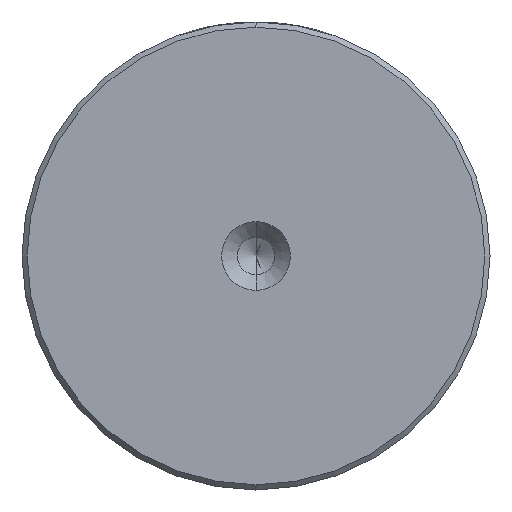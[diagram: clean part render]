
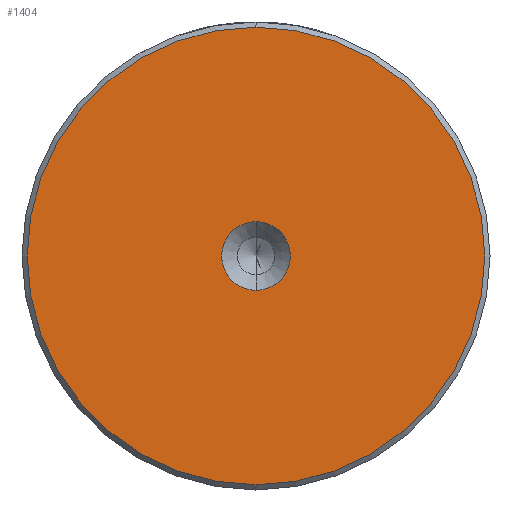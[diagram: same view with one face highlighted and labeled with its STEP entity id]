
A CAD part, left-side view. The second image highlights one B-rep face of the part: STEP entity #1404.
In plain terms, the highlighted planar face has unit normal (-1, 0, 0).
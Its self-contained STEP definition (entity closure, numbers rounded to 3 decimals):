
#36 = DIRECTION ( 'NONE',  ( -1., 0., 0. ) ) ;
#97 = VERTEX_POINT ( 'NONE', #1806 ) ;
#107 = CARTESIAN_POINT ( 'NONE',  ( 0., 0., 22. ) ) ;
#140 = DIRECTION ( 'NONE',  ( 0., 0., 1. ) ) ;
#147 = ORIENTED_EDGE ( 'NONE', *, *, #1072, .T. ) ;
#197 = AXIS2_PLACEMENT_3D ( 'NONE', #1346, #36, #1575 ) ;
#578 = DIRECTION ( 'NONE',  ( -1., 0., 0. ) ) ;
#632 = CIRCLE ( 'NONE', #197, 22. ) ;
#741 = CARTESIAN_POINT ( 'NONE',  ( 0., 0., 0. ) ) ;
#907 = AXIS2_PLACEMENT_3D ( 'NONE', #741, #2293, #968 ) ;
#968 = DIRECTION ( 'NONE',  ( 0., 0., 1. ) ) ;
#1045 = FACE_BOUND ( 'NONE', #2411, .T. ) ;
#1056 = DIRECTION ( 'NONE',  ( -1., 0., 0. ) ) ;
#1072 = EDGE_CURVE ( 'NONE', #97, #2362, #632, .T. ) ;
#1244 = VERTEX_POINT ( 'NONE', #2733 ) ;
#1271 = EDGE_CURVE ( 'NONE', #2362, #97, #1446, .T. ) ;
#1346 = CARTESIAN_POINT ( 'NONE',  ( 0., 0., 0. ) ) ;
#1404 = ADVANCED_FACE ( 'NONE', ( #1614, #1045 ), #1839, .T. ) ;
#1446 = CIRCLE ( 'NONE', #2844, 22. ) ;
#1450 = DIRECTION ( 'NONE',  ( -1., 0., 0. ) ) ;
#1535 = ORIENTED_EDGE ( 'NONE', *, *, #1271, .T. ) ;
#1575 = DIRECTION ( 'NONE',  ( 0., 0., 1. ) ) ;
#1614 = FACE_OUTER_BOUND ( 'NONE', #1756, .T. ) ;
#1622 = ORIENTED_EDGE ( 'NONE', *, *, #1982, .F. ) ;
#1704 = AXIS2_PLACEMENT_3D ( 'NONE', #2381, #1056, #2590 ) ;
#1756 = EDGE_LOOP ( 'NONE', ( #147, #1535 ) ) ;
#1806 = CARTESIAN_POINT ( 'NONE',  ( 0., 0., -22. ) ) ;
#1839 = PLANE ( 'NONE',  #907 ) ;
#1893 = CARTESIAN_POINT ( 'NONE',  ( 0., 0., 0. ) ) ;
#1976 = AXIS2_PLACEMENT_3D ( 'NONE', #2769, #1450, #140 ) ;
#1982 = EDGE_CURVE ( 'NONE', #1244, #2278, #2207, .T. ) ;
#2120 = DIRECTION ( 'NONE',  ( 0., 0., 1. ) ) ;
#2128 = CARTESIAN_POINT ( 'NONE',  ( 0., 0., 3.3 ) ) ;
#2207 = CIRCLE ( 'NONE', #1704, 3.3 ) ;
#2278 = VERTEX_POINT ( 'NONE', #2128 ) ;
#2293 = DIRECTION ( 'NONE',  ( -1., 0., 0. ) ) ;
#2362 = VERTEX_POINT ( 'NONE', #107 ) ;
#2381 = CARTESIAN_POINT ( 'NONE',  ( 0., 0., 0. ) ) ;
#2410 = EDGE_CURVE ( 'NONE', #2278, #1244, #2651, .T. ) ;
#2411 = EDGE_LOOP ( 'NONE', ( #2548, #1622 ) ) ;
#2548 = ORIENTED_EDGE ( 'NONE', *, *, #2410, .F. ) ;
#2590 = DIRECTION ( 'NONE',  ( 0., 0., 1. ) ) ;
#2651 = CIRCLE ( 'NONE', #1976, 3.3 ) ;
#2733 = CARTESIAN_POINT ( 'NONE',  ( 0., 0., -3.3 ) ) ;
#2769 = CARTESIAN_POINT ( 'NONE',  ( 0., 0., 0. ) ) ;
#2844 = AXIS2_PLACEMENT_3D ( 'NONE', #1893, #578, #2120 ) ;
